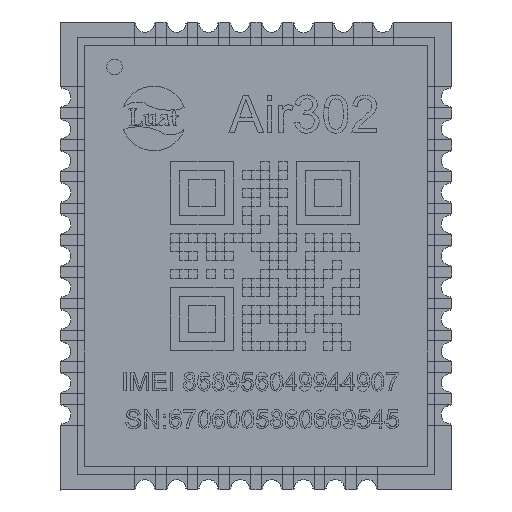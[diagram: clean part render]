
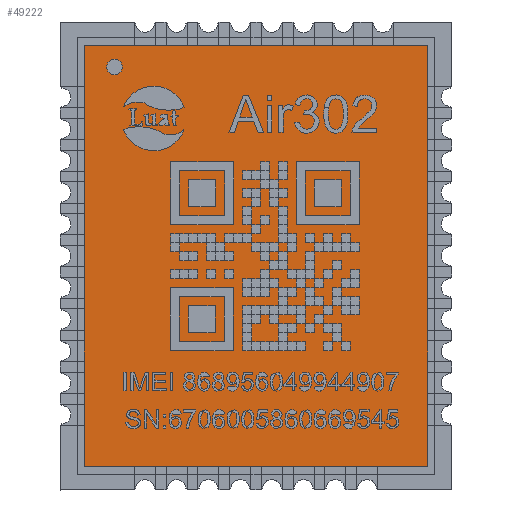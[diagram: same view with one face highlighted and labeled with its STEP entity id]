
A CAD part, top view. The second image highlights one B-rep face of the part: STEP entity #49222.
In plain terms, the highlighted planar face has unit normal (0, 0, 1).
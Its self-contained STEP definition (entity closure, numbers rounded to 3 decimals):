
#49093 = VERTEX_POINT('',#49094);
#49094 = CARTESIAN_POINT('',(-6.5,7.95,
    2.3));
#49100 = EDGE_CURVE('',#49093,#49101,#49103,.T.);
#49101 = VERTEX_POINT('',#49102);
#49102 = CARTESIAN_POINT('',(6.5,7.95,
    2.3));
#49103 = LINE('',#49104,#49105);
#49104 = CARTESIAN_POINT('',(-6.5,7.95,
    2.3));
#49105 = VECTOR('',#49106,1.);
#49106 = DIRECTION('',(1.,0.,0.));
#49131 = EDGE_CURVE('',#49101,#49132,#49134,.T.);
#49132 = VERTEX_POINT('',#49133);
#49133 = CARTESIAN_POINT('',(6.5,-7.95,
    2.3));
#49134 = LINE('',#49135,#49136);
#49135 = CARTESIAN_POINT('',(6.5,7.95,
    2.3));
#49136 = VECTOR('',#49137,1.);
#49137 = DIRECTION('',(0.,-1.,0.));
#49162 = EDGE_CURVE('',#49132,#49163,#49165,.T.);
#49163 = VERTEX_POINT('',#49164);
#49164 = CARTESIAN_POINT('',(-6.5,-7.95,
    2.3));
#49165 = LINE('',#49166,#49167);
#49166 = CARTESIAN_POINT('',(6.5,-7.95,
    2.3));
#49167 = VECTOR('',#49168,1.);
#49168 = DIRECTION('',(-1.,0.,0.));
#49193 = EDGE_CURVE('',#49163,#49093,#49194,.T.);
#49194 = LINE('',#49195,#49196);
#49195 = CARTESIAN_POINT('',(-6.5,-7.95,
    2.3));
#49196 = VECTOR('',#49197,1.);
#49197 = DIRECTION('',(0.,1.,0.));
#49222 = ADVANCED_FACE('',(#49223),#49229,.T.);
#49223 = FACE_BOUND('',#49224,.F.);
#49224 = EDGE_LOOP('',(#49225,#49226,#49227,#49228));
#49225 = ORIENTED_EDGE('',*,*,#49100,.T.);
#49226 = ORIENTED_EDGE('',*,*,#49131,.T.);
#49227 = ORIENTED_EDGE('',*,*,#49162,.T.);
#49228 = ORIENTED_EDGE('',*,*,#49193,.T.);
#49229 = PLANE('',#49230);
#49230 = AXIS2_PLACEMENT_3D('',#49231,#49232,#49233);
#49231 = CARTESIAN_POINT('',(-6.5,7.95,
    2.3));
#49232 = DIRECTION('',(0.,0.,1.));
#49233 = DIRECTION('',(1.,0.,0.));
